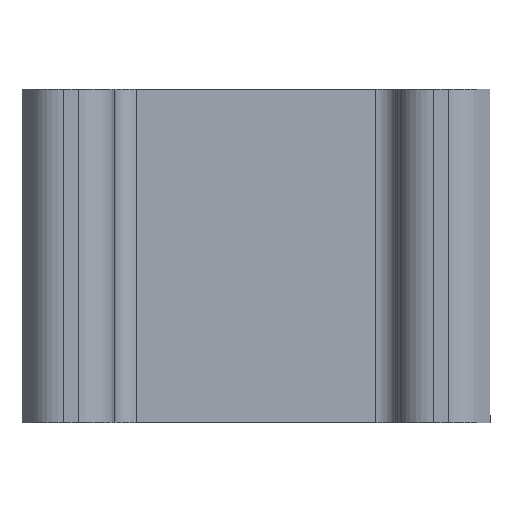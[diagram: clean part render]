
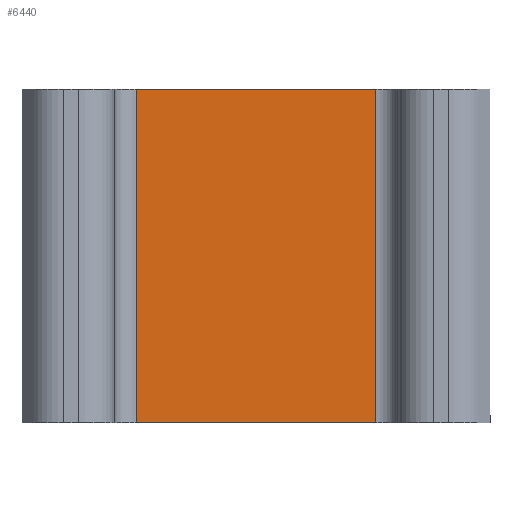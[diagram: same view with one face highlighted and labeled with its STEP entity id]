
A CAD part, front view. The second image highlights one B-rep face of the part: STEP entity #6440.
In plain terms, the highlighted face is planar.
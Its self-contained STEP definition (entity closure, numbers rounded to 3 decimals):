
#970=CARTESIAN_POINT('',(47.812,31.235,
-13.829));
#980=VERTEX_POINT('',#970);
#1010=CARTESIAN_POINT('',(47.812,11.759,
-13.829));
#1020=DIRECTION('',(0.,1.,0.));
#1030=VECTOR('',#1020,1.);
#1040=LINE('',#1010,#1030);
#1050=CARTESIAN_POINT('',(47.812,34.535,
-13.829));
#1060=VERTEX_POINT('',#1050);
#1070=EDGE_CURVE('',#980,#1060,#1040,.T.);
#4720=CARTESIAN_POINT('',(47.812,34.535,
-18.429));
#4730=VERTEX_POINT('',#4720);
#4760=CARTESIAN_POINT('',(47.812,11.284,
-18.429));
#4770=DIRECTION('',(0.,-1.,0.));
#4780=VECTOR('',#4770,1.);
#4790=LINE('',#4760,#4780);
#4800=CARTESIAN_POINT('',(47.812,31.235,
-18.429));
#4810=VERTEX_POINT('',#4800);
#4820=EDGE_CURVE('',#4730,#4810,#4790,.T.);
#6230=CARTESIAN_POINT('',(47.812,82.743,
-29.504));
#6240=DIRECTION('',(1.,0.,0.));
#6250=DIRECTION('',(0.,-1.,0.));
#6260=AXIS2_PLACEMENT_3D('',#6230,#6240,#6250);
#6270=PLANE('',#6260);
#6280=CARTESIAN_POINT('',(47.812,34.535,
-7.704));
#6290=DIRECTION('',(0.,0.,-1.));
#6300=VECTOR('',#6290,1.);
#6310=LINE('',#6280,#6300);
#6320=EDGE_CURVE('',#1060,#4730,#6310,.T.);
#6330=ORIENTED_EDGE('',*,*,#6320,.T.);
#6340=ORIENTED_EDGE('',*,*,#1070,.T.);
#6350=CARTESIAN_POINT('',(47.812,31.235,
-12.829));
#6360=DIRECTION('',(0.,0.,1.));
#6370=VECTOR('',#6360,1.);
#6380=LINE('',#6350,#6370);
#6390=EDGE_CURVE('',#4810,#980,#6380,.T.);
#6400=ORIENTED_EDGE('',*,*,#6390,.T.);
#6410=ORIENTED_EDGE('',*,*,#4820,.T.);
#6420=EDGE_LOOP('',(#6410,#6400,#6340,#6330));
#6430=FACE_OUTER_BOUND('',#6420,.T.);
#6440=ADVANCED_FACE('',(#6430),#6270,.F.);
